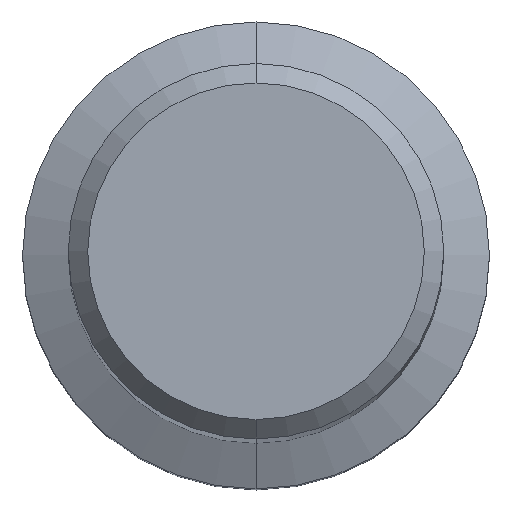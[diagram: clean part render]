
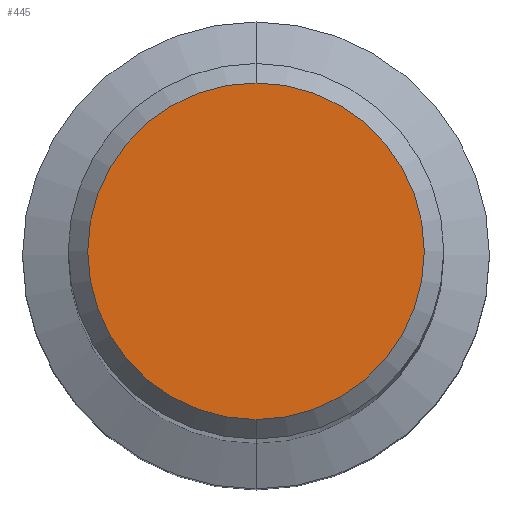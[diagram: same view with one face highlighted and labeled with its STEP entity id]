
A CAD part, top view. The second image highlights one B-rep face of the part: STEP entity #445.
In plain terms, the highlighted planar face has unit normal (0, 0, 1).
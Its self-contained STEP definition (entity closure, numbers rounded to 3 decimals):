
#235=VERTEX_POINT('',#593);
#329=EDGE_CURVE('',#361,#235,#698,.T.);
#335=EDGE_CURVE('',#235,#361,#704,.T.);
#361=VERTEX_POINT('',#734);
#445=ADVANCED_FACE('',(#828),#829,.T.);
#593=CARTESIAN_POINT('',(0.,-8.65,0.0));
#698=CIRCLE('',#1202,8.65);
#704=CIRCLE('',#1211,8.65);
#734=CARTESIAN_POINT('',(0.0,8.65,0.0));
#828=FACE_OUTER_BOUND('',#1473,.T.);
#829=PLANE('',#1474);
#1202=AXIS2_PLACEMENT_3D('',#1881,#1882,#1883);
#1211=AXIS2_PLACEMENT_3D('',#1885,#1886,#1887);
#1473=EDGE_LOOP('',(#2038,#2039));
#1474=AXIS2_PLACEMENT_3D('',#2040,#2041,#2042);
#1881=CARTESIAN_POINT('',(0.0,0.0,0.0));
#1882=DIRECTION('',(0.0,0.0,-1.0));
#1883=DIRECTION('',(0.0,1.0,0.0));
#1885=CARTESIAN_POINT('',(0.0,0.0,0.0));
#1886=DIRECTION('',(0.0,0.0,-1.0));
#1887=DIRECTION('',(0.0,1.0,0.0));
#2038=ORIENTED_EDGE('',*,*,#329,.F.);
#2039=ORIENTED_EDGE('',*,*,#335,.F.);
#2040=CARTESIAN_POINT('',(0.0,4.325,0.0));
#2041=DIRECTION('',(-0.0,0.0,1.0));
#2042=DIRECTION('',(0.0,-1.0,0.0));
